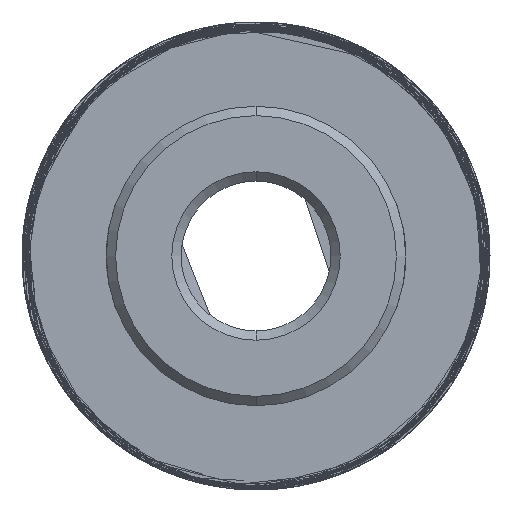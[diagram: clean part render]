
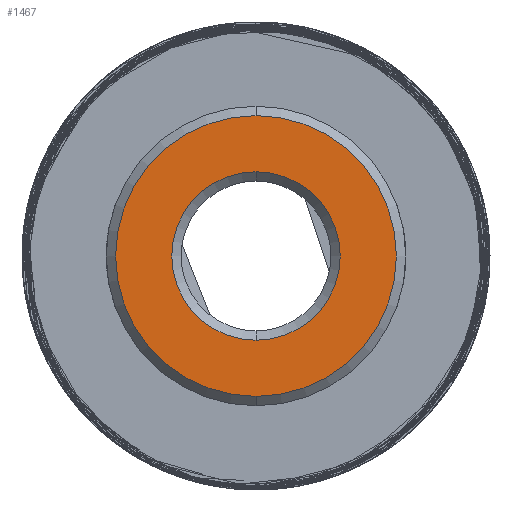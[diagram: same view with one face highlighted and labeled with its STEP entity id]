
A CAD part, front view. The second image highlights one B-rep face of the part: STEP entity #1467.
In plain terms, the highlighted planar face has unit normal (0, -1, 0).
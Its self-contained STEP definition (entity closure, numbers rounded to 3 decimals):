
#41 = VERTEX_POINT ( 'NONE', #4416 ) ;
#473 = FACE_BOUND ( 'NONE', #8600, .T. ) ;
#515 = CARTESIAN_POINT ( 'NONE',  ( 0., 20.6, 16.6 ) ) ;
#1125 = CARTESIAN_POINT ( 'NONE',  ( 0., 20.6, 17.1 ) ) ;
#1225 = ORIENTED_EDGE ( 'NONE', *, *, #7681, .T. ) ;
#1425 = AXIS2_PLACEMENT_3D ( 'NONE', #6236, #2100, #1891 ) ;
#1467 = ADVANCED_FACE ( 'NONE', ( #473, #5297 ), #3269, .T. ) ;
#1719 = CIRCLE ( 'NONE', #8478, 7.5 ) ;
#1891 = DIRECTION ( 'NONE',  ( 0., 0., -1. ) ) ;
#1919 = DIRECTION ( 'NONE',  ( 0., 0., -1. ) ) ;
#1986 = CARTESIAN_POINT ( 'NONE',  ( 0., 20.6, 12.6 ) ) ;
#2100 = DIRECTION ( 'NONE',  ( 0., -1., 0. ) ) ;
#2251 = VERTEX_POINT ( 'NONE', #7700 ) ;
#2444 = ORIENTED_EDGE ( 'NONE', *, *, #4499, .T. ) ;
#2524 = DIRECTION ( 'NONE',  ( 0., 1., 0. ) ) ;
#3068 = CARTESIAN_POINT ( 'NONE',  ( 0., 20.6, 12.6 ) ) ;
#3148 = AXIS2_PLACEMENT_3D ( 'NONE', #515, #8626, #1919 ) ;
#3269 = PLANE ( 'NONE',  #3148 ) ;
#3648 = ORIENTED_EDGE ( 'NONE', *, *, #3719, .T. ) ;
#3657 = VERTEX_POINT ( 'NONE', #1125 ) ;
#3719 = EDGE_CURVE ( 'NONE', #41, #3657, #7320, .T. ) ;
#3941 = EDGE_CURVE ( 'NONE', #2251, #5099, #8895, .T. ) ;
#4416 = CARTESIAN_POINT ( 'NONE',  ( 0., 20.6, 8.1 ) ) ;
#4499 = EDGE_CURVE ( 'NONE', #3657, #41, #5876, .T. ) ;
#4737 = AXIS2_PLACEMENT_3D ( 'NONE', #3068, #2524, #5270 ) ;
#5099 = VERTEX_POINT ( 'NONE', #8026 ) ;
#5190 = EDGE_LOOP ( 'NONE', ( #1225, #7206 ) ) ;
#5270 = DIRECTION ( 'NONE',  ( 0., 0., -1. ) ) ;
#5297 = FACE_OUTER_BOUND ( 'NONE', #5190, .T. ) ;
#5561 = CARTESIAN_POINT ( 'NONE',  ( 0., 20.6, 12.6 ) ) ;
#5876 = CIRCLE ( 'NONE', #6740, 4.5 ) ;
#6236 = CARTESIAN_POINT ( 'NONE',  ( 0., 20.6, 12.6 ) ) ;
#6704 = DIRECTION ( 'NONE',  ( 0., 0., -1. ) ) ;
#6740 = AXIS2_PLACEMENT_3D ( 'NONE', #5561, #8303, #6704 ) ;
#7206 = ORIENTED_EDGE ( 'NONE', *, *, #3941, .T. ) ;
#7320 = CIRCLE ( 'NONE', #4737, 4.5 ) ;
#7681 = EDGE_CURVE ( 'NONE', #5099, #2251, #1719, .T. ) ;
#7700 = CARTESIAN_POINT ( 'NONE',  ( 0., 20.6, 5.1 ) ) ;
#8026 = CARTESIAN_POINT ( 'NONE',  ( 0., 20.6, 20.1 ) ) ;
#8057 = DIRECTION ( 'NONE',  ( 0., -1., 0. ) ) ;
#8147 = DIRECTION ( 'NONE',  ( 0., 0., -1. ) ) ;
#8303 = DIRECTION ( 'NONE',  ( 0., 1., 0. ) ) ;
#8478 = AXIS2_PLACEMENT_3D ( 'NONE', #1986, #8057, #8147 ) ;
#8600 = EDGE_LOOP ( 'NONE', ( #3648, #2444 ) ) ;
#8626 = DIRECTION ( 'NONE',  ( 0., -1., 0. ) ) ;
#8895 = CIRCLE ( 'NONE', #1425, 7.5 ) ;
